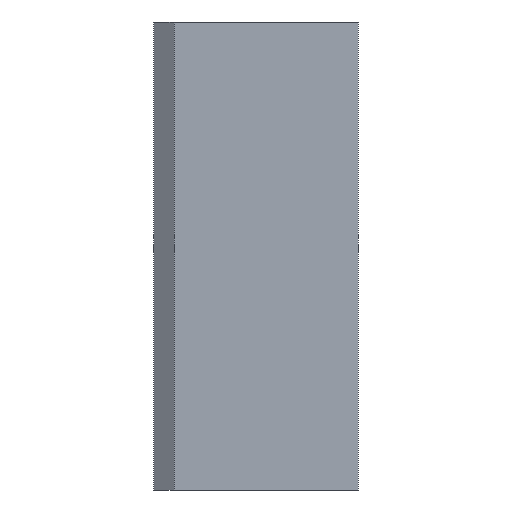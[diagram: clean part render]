
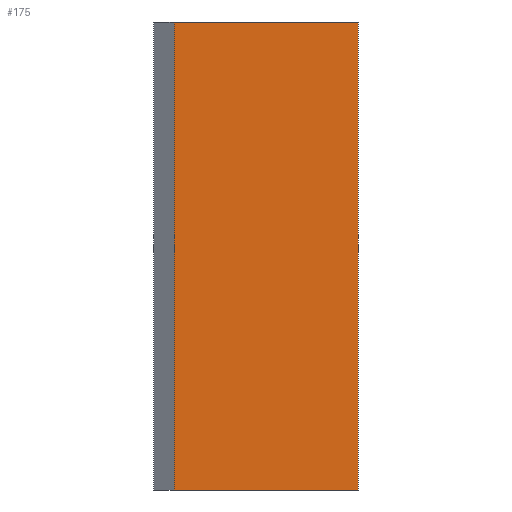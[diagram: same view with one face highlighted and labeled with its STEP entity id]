
A CAD part, left-side view. The second image highlights one B-rep face of the part: STEP entity #175.
In plain terms, the highlighted planar face has unit normal (-1, 0, 0).
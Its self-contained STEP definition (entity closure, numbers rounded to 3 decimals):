
#36 = EDGE_CURVE ( 'NONE', #947, #449, #834, .T. ) ;
#72 = LINE ( 'NONE', #691, #874 ) ;
#117 = DIRECTION ( 'NONE',  ( 0., -1., 0. ) ) ;
#146 = PLANE ( 'NONE',  #876 ) ;
#173 = EDGE_CURVE ( 'NONE', #574, #449, #72, .T. ) ;
#175 = ADVANCED_FACE ( 'NONE', ( #952 ), #146, .F. ) ;
#195 = CARTESIAN_POINT ( 'NONE',  ( -1.6, 0., -0.8 ) ) ;
#227 = LINE ( 'NONE', #259, #466 ) ;
#229 = CARTESIAN_POINT ( 'NONE',  ( -1.6, 0., 0.8 ) ) ;
#259 = CARTESIAN_POINT ( 'NONE',  ( -1.6, 0., 0.8 ) ) ;
#312 = DIRECTION ( 'NONE',  ( 0., 0., -1. ) ) ;
#320 = CARTESIAN_POINT ( 'NONE',  ( -1.6, 0., -0.8 ) ) ;
#449 = VERTEX_POINT ( 'NONE', #320 ) ;
#466 = VECTOR ( 'NONE', #820, 1000. ) ;
#543 = ORIENTED_EDGE ( 'NONE', *, *, #173, .F. ) ;
#574 = VERTEX_POINT ( 'NONE', #627 ) ;
#594 = ORIENTED_EDGE ( 'NONE', *, *, #1002, .T. ) ;
#615 = CARTESIAN_POINT ( 'NONE',  ( -1.6, 0.63, 0.8 ) ) ;
#617 = VERTEX_POINT ( 'NONE', #615 ) ;
#620 = DIRECTION ( 'NONE',  ( 0., 0., -1. ) ) ;
#627 = CARTESIAN_POINT ( 'NONE',  ( -1.6, 0., 0.8 ) ) ;
#662 = DIRECTION ( 'NONE',  ( 0., 0., -1. ) ) ;
#691 = CARTESIAN_POINT ( 'NONE',  ( -1.6, 0., 0.8 ) ) ;
#729 = VECTOR ( 'NONE', #117, 1000. ) ;
#794 = DIRECTION ( 'NONE',  ( 1., 0., 0. ) ) ;
#808 = CARTESIAN_POINT ( 'NONE',  ( -1.6, 0.63, -0.8 ) ) ;
#820 = DIRECTION ( 'NONE',  ( 0., -1., 0. ) ) ;
#828 = VECTOR ( 'NONE', #662, 1000. ) ;
#834 = LINE ( 'NONE', #195, #729 ) ;
#855 = EDGE_LOOP ( 'NONE', ( #921, #543, #1011, #594 ) ) ;
#874 = VECTOR ( 'NONE', #620, 1000. ) ;
#876 = AXIS2_PLACEMENT_3D ( 'NONE', #229, #794, #312 ) ;
#879 = CARTESIAN_POINT ( 'NONE',  ( -1.6, 0.63, 0.8 ) ) ;
#921 = ORIENTED_EDGE ( 'NONE', *, *, #36, .T. ) ;
#947 = VERTEX_POINT ( 'NONE', #808 ) ;
#952 = FACE_OUTER_BOUND ( 'NONE', #855, .T. ) ;
#1002 = EDGE_CURVE ( 'NONE', #617, #947, #1019, .T. ) ;
#1011 = ORIENTED_EDGE ( 'NONE', *, *, #1021, .F. ) ;
#1019 = LINE ( 'NONE', #879, #828 ) ;
#1021 = EDGE_CURVE ( 'NONE', #617, #574, #227, .T. ) ;
